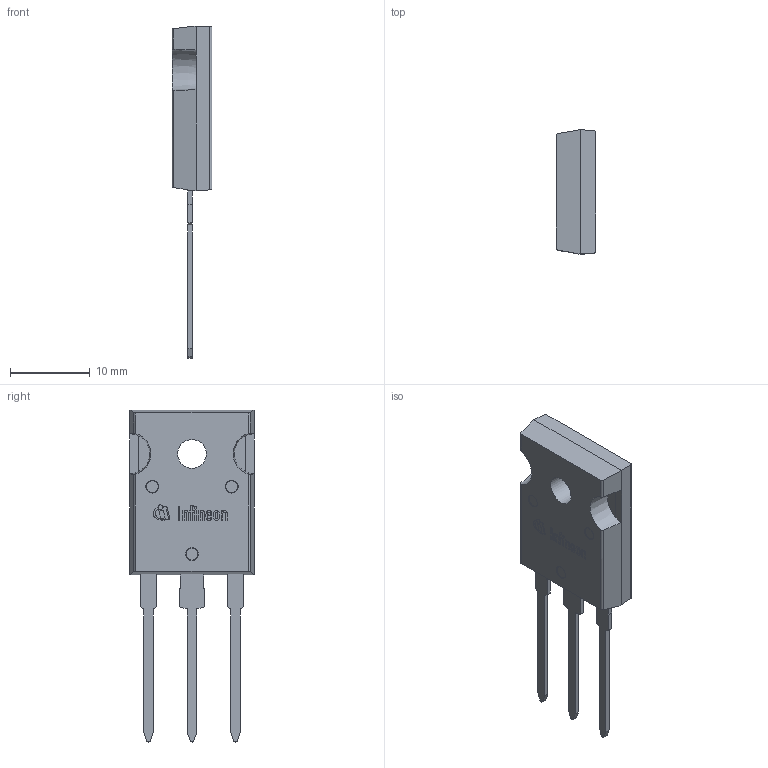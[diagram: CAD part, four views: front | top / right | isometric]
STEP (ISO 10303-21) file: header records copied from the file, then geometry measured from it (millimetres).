
FILE_DESCRIPTION(/* description */ (''),/* implementation_level */ '2;1');
FILE_NAME(/* name */ 'PG-TO247-3-53_Z8B00212182_V02_3D.stp',/* time_stamp */ '2024-04-15T12:12:04+05:30',/* author */ ('sivamani'),/* organization */ (''),/* preprocessor_version */ 'ST-DEVELOPER v19.2',/* originating_system */ 'AutoCAD Mechanical',/* authorisation */ '');
FILE_SCHEMA (('AUTOMOTIVE_DESIGN { 1 0 10303 214 3 1 1 }'));
Length unit declared in the file: millimetre
Products named in the file (1): Product
Bounding box: 5.01 x 15.6 x 41.7 mm (x, y, z)
Volume: 1501.1 mm3; surface area: 1837.4 mm2
Topology: 17 solids, 17 shells, 217 faces, 533 edges, 351 vertices
Faces by surface type: plane 172, cylinder 21, bspline 19, torus 3, cone 2
Full cylindrical faces by diameter (mm): 0.289 x1, 0.58 x1, 1.6 x3, 3.61 x1, 7.39 x2
Entity records: 6618 total; most frequent: CARTESIAN_POINT 1865, ORIENTED_EDGE 1066, DIRECTION 847, EDGE_CURVE 533, VERTEX_POINT 351, LINE 337, VECTOR 337, AXIS2_PLACEMENT_3D 255
